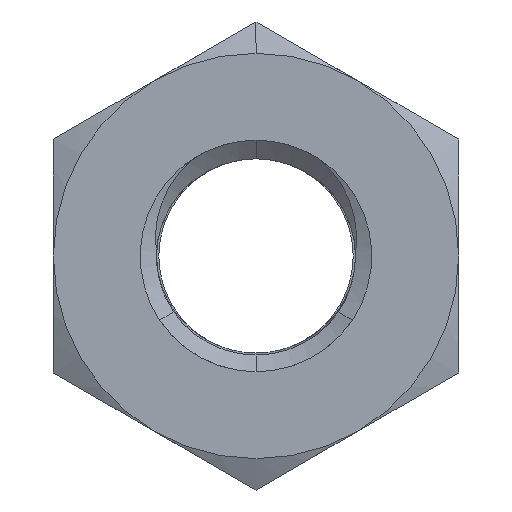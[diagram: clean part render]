
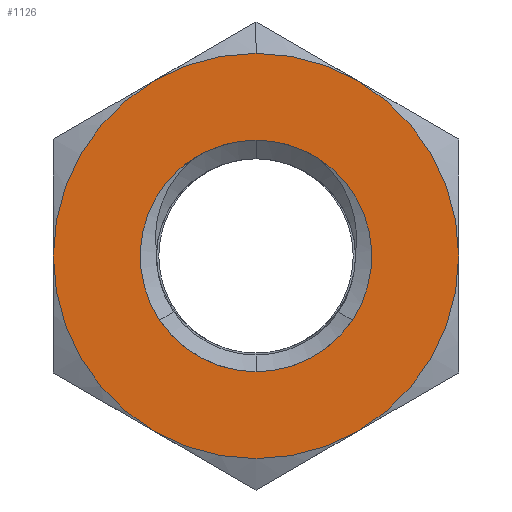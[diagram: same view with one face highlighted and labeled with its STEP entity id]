
A CAD part, front view. The second image highlights one B-rep face of the part: STEP entity #1126.
In plain terms, the highlighted planar face has unit normal (0, -1, 0).
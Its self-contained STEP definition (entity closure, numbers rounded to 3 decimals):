
#3 = CIRCLE ( 'NONE', #1837, 3.5 ) ;
#11 = CARTESIAN_POINT ( 'NONE',  ( 0., 0., 0. ) ) ;
#28 = AXIS2_PLACEMENT_3D ( 'NONE', #2120, #2595, #596 ) ;
#172 = CIRCLE ( 'NONE', #1020, 3.5 ) ;
#180 = ORIENTED_EDGE ( 'NONE', *, *, #405, .T. ) ;
#203 = AXIS2_PLACEMENT_3D ( 'NONE', #1970, #519, #2210 ) ;
#251 = AXIS2_PLACEMENT_3D ( 'NONE', #1890, #432, #2130 ) ;
#254 = DIRECTION ( 'NONE',  ( 0., 0., -1. ) ) ;
#260 = DIRECTION ( 'NONE',  ( 0., 0., -1. ) ) ;
#285 = VERTEX_POINT ( 'NONE', #2979 ) ;
#292 = EDGE_CURVE ( 'NONE', #968, #3026, #1186, .T. ) ;
#307 = FACE_BOUND ( 'NONE', #1987, .T. ) ;
#311 = CIRCLE ( 'NONE', #894, 3.5 ) ;
#382 = EDGE_CURVE ( 'NONE', #1050, #2025, #1014, .T. ) ;
#405 = EDGE_CURVE ( 'NONE', #1800, #285, #311, .T. ) ;
#432 = DIRECTION ( 'NONE',  ( 0., -1., 0. ) ) ;
#508 = CARTESIAN_POINT ( 'NONE',  ( 0., 0., 2. ) ) ;
#519 = DIRECTION ( 'NONE',  ( 0., -1., 0. ) ) ;
#557 = CARTESIAN_POINT ( 'NONE',  ( -3.5, 0., 0. ) ) ;
#561 = EDGE_CURVE ( 'NONE', #2487, #1085, #1440, .T. ) ;
#563 = CARTESIAN_POINT ( 'NONE',  ( 0., 0., -4.041 ) ) ;
#572 = DIRECTION ( 'NONE',  ( 0., 1., 0. ) ) ;
#592 = EDGE_CURVE ( 'NONE', #1085, #1555, #2732, .T. ) ;
#596 = DIRECTION ( 'NONE',  ( 0., 0., -1. ) ) ;
#694 = ORIENTED_EDGE ( 'NONE', *, *, #1225, .T. ) ;
#695 = CARTESIAN_POINT ( 'NONE',  ( -1.078, 0., 1.685 ) ) ;
#712 = CIRCLE ( 'NONE', #1532, 3.5 ) ;
#714 = AXIS2_PLACEMENT_3D ( 'NONE', #563, #572, #2737 ) ;
#719 = AXIS2_PLACEMENT_3D ( 'NONE', #11, #1699, #254 ) ;
#721 = EDGE_CURVE ( 'NONE', #1555, #1734, #3103, .T. ) ;
#789 = DIRECTION ( 'NONE',  ( 0., 0., -1. ) ) ;
#797 = EDGE_CURVE ( 'NONE', #1683, #849, #2279, .T. ) ;
#813 = DIRECTION ( 'NONE',  ( 0., 0., -1. ) ) ;
#818 = CARTESIAN_POINT ( 'NONE',  ( -1.664, 0., -1.11 ) ) ;
#822 = ORIENTED_EDGE ( 'NONE', *, *, #292, .T. ) ;
#839 = ORIENTED_EDGE ( 'NONE', *, *, #1468, .T. ) ;
#849 = VERTEX_POINT ( 'NONE', #1553 ) ;
#894 = AXIS2_PLACEMENT_3D ( 'NONE', #2632, #1160, #2873 ) ;
#956 = CARTESIAN_POINT ( 'NONE',  ( 0., 0., 0. ) ) ;
#968 = VERTEX_POINT ( 'NONE', #1908 ) ;
#1014 = CIRCLE ( 'NONE', #251, 3.5 ) ;
#1020 = AXIS2_PLACEMENT_3D ( 'NONE', #1755, #1057, #813 ) ;
#1050 = VERTEX_POINT ( 'NONE', #2573 ) ;
#1057 = DIRECTION ( 'NONE',  ( 0., -1., 0. ) ) ;
#1081 = DIRECTION ( 'NONE',  ( 0., -1., 0. ) ) ;
#1085 = VERTEX_POINT ( 'NONE', #2283 ) ;
#1095 = CARTESIAN_POINT ( 'NONE',  ( 0., 0., 0. ) ) ;
#1099 = ORIENTED_EDGE ( 'NONE', *, *, #382, .T. ) ;
#1126 = ADVANCED_FACE ( 'NONE', ( #307, #1592 ), #2035, .F. ) ;
#1160 = DIRECTION ( 'NONE',  ( 0., -1., 0. ) ) ;
#1186 = CIRCLE ( 'NONE', #2430, 3.5 ) ;
#1202 = DIRECTION ( 'NONE',  ( 0., 0., -1. ) ) ;
#1203 = CIRCLE ( 'NONE', #2529, 2. ) ;
#1225 = EDGE_CURVE ( 'NONE', #285, #1050, #172, .T. ) ;
#1266 = ORIENTED_EDGE ( 'NONE', *, *, #561, .F. ) ;
#1281 = ORIENTED_EDGE ( 'NONE', *, *, #721, .F. ) ;
#1284 = DIRECTION ( 'NONE',  ( 0., 0., -1. ) ) ;
#1305 = DIRECTION ( 'NONE',  ( 0., 0., -1. ) ) ;
#1376 = DIRECTION ( 'NONE',  ( 0., -1., 0. ) ) ;
#1425 = ORIENTED_EDGE ( 'NONE', *, *, #2160, .F. ) ;
#1440 = CIRCLE ( 'NONE', #2860, 2. ) ;
#1468 = EDGE_CURVE ( 'NONE', #3019, #968, #3, .T. ) ;
#1479 = ORIENTED_EDGE ( 'NONE', *, *, #2265, .F. ) ;
#1491 = CARTESIAN_POINT ( 'NONE',  ( 0., 0., 0. ) ) ;
#1532 = AXIS2_PLACEMENT_3D ( 'NONE', #2769, #1536, #1284 ) ;
#1536 = DIRECTION ( 'NONE',  ( 0., -1., 0. ) ) ;
#1542 = ORIENTED_EDGE ( 'NONE', *, *, #797, .F. ) ;
#1553 = CARTESIAN_POINT ( 'NONE',  ( 0., 0., -2. ) ) ;
#1555 = VERTEX_POINT ( 'NONE', #508 ) ;
#1592 = FACE_OUTER_BOUND ( 'NONE', #2931, .T. ) ;
#1639 = CARTESIAN_POINT ( 'NONE',  ( 0., 0., 0. ) ) ;
#1683 = VERTEX_POINT ( 'NONE', #818 ) ;
#1699 = DIRECTION ( 'NONE',  ( 0., -1., 0. ) ) ;
#1734 = VERTEX_POINT ( 'NONE', #695 ) ;
#1755 = CARTESIAN_POINT ( 'NONE',  ( 0., 0., 0. ) ) ;
#1800 = VERTEX_POINT ( 'NONE', #2936 ) ;
#1813 = CARTESIAN_POINT ( 'NONE',  ( 0., 0., 0. ) ) ;
#1837 = AXIS2_PLACEMENT_3D ( 'NONE', #1813, #3113, #260 ) ;
#1887 = DIRECTION ( 'NONE',  ( 0., -1., 0. ) ) ;
#1890 = CARTESIAN_POINT ( 'NONE',  ( 0., 0., 0. ) ) ;
#1908 = CARTESIAN_POINT ( 'NONE',  ( -1.75, 0., -3.031 ) ) ;
#1970 = CARTESIAN_POINT ( 'NONE',  ( 0., 0., 0. ) ) ;
#1987 = EDGE_LOOP ( 'NONE', ( #1266, #1425, #1542, #1479, #1281, #2707 ) ) ;
#2025 = VERTEX_POINT ( 'NONE', #2975 ) ;
#2035 = PLANE ( 'NONE',  #714 ) ;
#2079 = CARTESIAN_POINT ( 'NONE',  ( 1.664, 0., -1.11 ) ) ;
#2092 = EDGE_CURVE ( 'NONE', #3026, #1800, #712, .T. ) ;
#2120 = CARTESIAN_POINT ( 'NONE',  ( 0., 0., 0. ) ) ;
#2127 = DIRECTION ( 'NONE',  ( 0., 0., -1. ) ) ;
#2130 = DIRECTION ( 'NONE',  ( 0., 0., -1. ) ) ;
#2160 = EDGE_CURVE ( 'NONE', #849, #2487, #1203, .T. ) ;
#2210 = DIRECTION ( 'NONE',  ( 0., 0., -1. ) ) ;
#2265 = EDGE_CURVE ( 'NONE', #1734, #1683, #2349, .T. ) ;
#2279 = CIRCLE ( 'NONE', #2785, 2. ) ;
#2283 = CARTESIAN_POINT ( 'NONE',  ( 1.078, 0., 1.685 ) ) ;
#2294 = AXIS2_PLACEMENT_3D ( 'NONE', #1095, #1887, #789 ) ;
#2349 = CIRCLE ( 'NONE', #203, 2. ) ;
#2430 = AXIS2_PLACEMENT_3D ( 'NONE', #2552, #1081, #2787 ) ;
#2487 = VERTEX_POINT ( 'NONE', #2079 ) ;
#2529 = AXIS2_PLACEMENT_3D ( 'NONE', #956, #2666, #1202 ) ;
#2534 = DIRECTION ( 'NONE',  ( 0., -1., 0. ) ) ;
#2552 = CARTESIAN_POINT ( 'NONE',  ( 0., 0., 0. ) ) ;
#2573 = CARTESIAN_POINT ( 'NONE',  ( 0., 0., 3.5 ) ) ;
#2595 = DIRECTION ( 'NONE',  ( 0., -1., 0. ) ) ;
#2632 = CARTESIAN_POINT ( 'NONE',  ( 0., 0., 0. ) ) ;
#2650 = ORIENTED_EDGE ( 'NONE', *, *, #2865, .T. ) ;
#2666 = DIRECTION ( 'NONE',  ( 0., -1., 0. ) ) ;
#2707 = ORIENTED_EDGE ( 'NONE', *, *, #592, .F. ) ;
#2732 = CIRCLE ( 'NONE', #28, 2. ) ;
#2737 = DIRECTION ( 'NONE',  ( 0., 0., 1. ) ) ;
#2769 = CARTESIAN_POINT ( 'NONE',  ( 0., 0., 0. ) ) ;
#2785 = AXIS2_PLACEMENT_3D ( 'NONE', #1639, #1376, #1305 ) ;
#2787 = DIRECTION ( 'NONE',  ( 0., 0., -1. ) ) ;
#2860 = AXIS2_PLACEMENT_3D ( 'NONE', #1491, #2534, #2127 ) ;
#2865 = EDGE_CURVE ( 'NONE', #2025, #3019, #2883, .T. ) ;
#2873 = DIRECTION ( 'NONE',  ( 0., 0., -1. ) ) ;
#2883 = CIRCLE ( 'NONE', #719, 3.5 ) ;
#2904 = ORIENTED_EDGE ( 'NONE', *, *, #2092, .T. ) ;
#2931 = EDGE_LOOP ( 'NONE', ( #694, #1099, #2650, #839, #822, #2904, #180 ) ) ;
#2936 = CARTESIAN_POINT ( 'NONE',  ( 3.5, 0., 0. ) ) ;
#2975 = CARTESIAN_POINT ( 'NONE',  ( -1.75, 0., 3.031 ) ) ;
#2979 = CARTESIAN_POINT ( 'NONE',  ( 1.75, 0., 3.031 ) ) ;
#2981 = CARTESIAN_POINT ( 'NONE',  ( 1.75, 0., -3.031 ) ) ;
#3019 = VERTEX_POINT ( 'NONE', #557 ) ;
#3026 = VERTEX_POINT ( 'NONE', #2981 ) ;
#3103 = CIRCLE ( 'NONE', #2294, 2. ) ;
#3113 = DIRECTION ( 'NONE',  ( 0., -1., 0. ) ) ;
